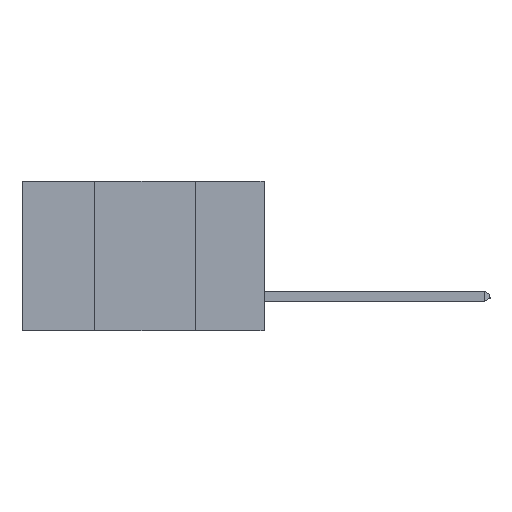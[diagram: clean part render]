
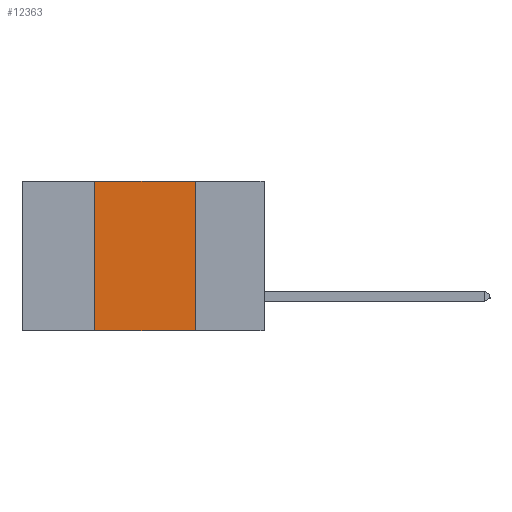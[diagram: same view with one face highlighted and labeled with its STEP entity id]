
A CAD part, left-side view. The second image highlights one B-rep face of the part: STEP entity #12363.
In plain terms, the highlighted planar face has unit normal (-1, 0, 0).
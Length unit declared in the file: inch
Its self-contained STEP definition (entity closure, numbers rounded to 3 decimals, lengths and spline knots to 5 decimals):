
#143 = ORIENTED_EDGE ( 'NONE', *, *, #20147, .T. ) ;
#223 = VERTEX_POINT ( 'NONE', #27971 ) ;
#812 = DIRECTION ( 'NONE',  ( 0., -1., 0. ) ) ;
#1670 = ORIENTED_EDGE ( 'NONE', *, *, #6647, .F. ) ;
#2840 = VECTOR ( 'NONE', #21763, 39.37008 ) ;
#4563 = LINE ( 'NONE', #14049, #9739 ) ;
#4802 = EDGE_CURVE ( 'NONE', #223, #21564, #23057, .T. ) ;
#5394 = CARTESIAN_POINT ( 'NONE',  ( 0., 0.17, 0. ) ) ;
#6303 = EDGE_LOOP ( 'NONE', ( #18480, #1670, #24345, #143 ) ) ;
#6647 = EDGE_CURVE ( 'NONE', #21564, #17035, #14562, .T. ) ;
#7555 = CARTESIAN_POINT ( 'NONE',  ( 0., 0.17, -0.37 ) ) ;
#9616 = EDGE_CURVE ( 'NONE', #17035, #17016, #21058, .T. ) ;
#9739 = VECTOR ( 'NONE', #812, 39.37008 ) ;
#12363 = ADVANCED_FACE ( 'NONE', ( #27654 ), #22000, .F. ) ;
#12408 = CARTESIAN_POINT ( 'NONE',  ( 0., 0.6, 0. ) ) ;
#13461 = DIRECTION ( 'NONE',  ( 0., 0., -1. ) ) ;
#13595 = CARTESIAN_POINT ( 'NONE',  ( 0., 0.42, 0. ) ) ;
#13854 = DIRECTION ( 'NONE',  ( 0., 0., -1. ) ) ;
#14049 = CARTESIAN_POINT ( 'NONE',  ( 0., 0.6, -0.37 ) ) ;
#14562 = LINE ( 'NONE', #12408, #2840 ) ;
#16660 = VECTOR ( 'NONE', #18898, 39.37008 ) ;
#17016 = VERTEX_POINT ( 'NONE', #7555 ) ;
#17035 = VERTEX_POINT ( 'NONE', #5394 ) ;
#18480 = ORIENTED_EDGE ( 'NONE', *, *, #9616, .F. ) ;
#18544 = AXIS2_PLACEMENT_3D ( 'NONE', #24190, #26315, #13461 ) ;
#18898 = DIRECTION ( 'NONE',  ( 0., 0., 1. ) ) ;
#20147 = EDGE_CURVE ( 'NONE', #223, #17016, #4563, .T. ) ;
#20214 = CARTESIAN_POINT ( 'NONE',  ( 0., 0.17, 0. ) ) ;
#20505 = CARTESIAN_POINT ( 'NONE',  ( 0., 0.42, 0. ) ) ;
#21058 = LINE ( 'NONE', #20214, #26120 ) ;
#21564 = VERTEX_POINT ( 'NONE', #20505 ) ;
#21763 = DIRECTION ( 'NONE',  ( 0., -1., 0. ) ) ;
#22000 = PLANE ( 'NONE',  #18544 ) ;
#23057 = LINE ( 'NONE', #13595, #16660 ) ;
#24190 = CARTESIAN_POINT ( 'NONE',  ( 0., 0.6, 0. ) ) ;
#24345 = ORIENTED_EDGE ( 'NONE', *, *, #4802, .F. ) ;
#26120 = VECTOR ( 'NONE', #13854, 39.37008 ) ;
#26315 = DIRECTION ( 'NONE',  ( 1., 0., 0. ) ) ;
#27654 = FACE_OUTER_BOUND ( 'NONE', #6303, .T. ) ;
#27971 = CARTESIAN_POINT ( 'NONE',  ( 0., 0.42, -0.37 ) ) ;
